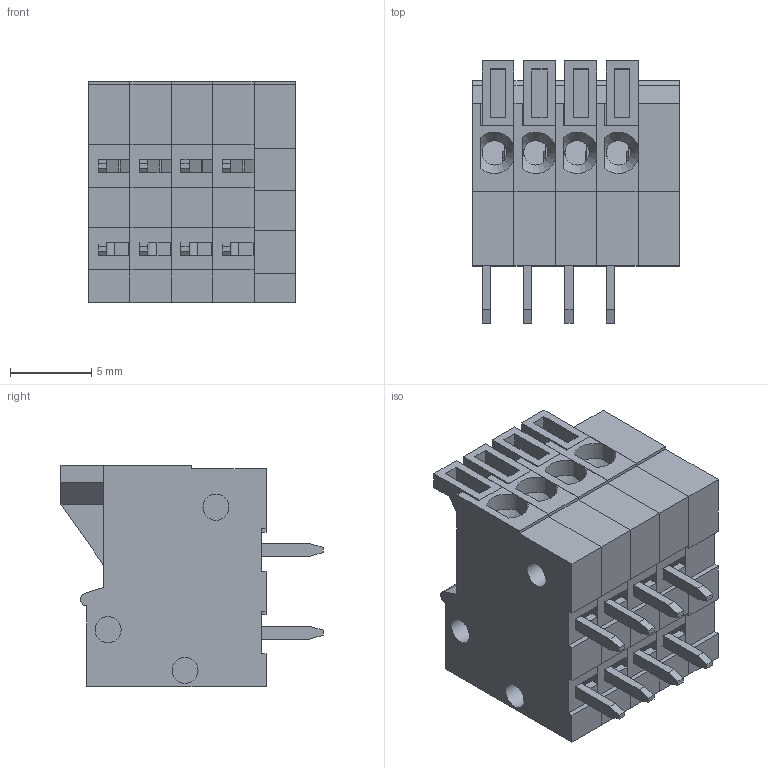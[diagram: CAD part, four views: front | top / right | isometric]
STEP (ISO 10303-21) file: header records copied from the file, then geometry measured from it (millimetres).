
FILE_DESCRIPTION( ( 'Unknown' ), '1' );
FILE_NAME( '691402910004B.stp', 'Unknown', ( 'Quentin LAIDEBEUR' ), ( 'WE' ), 'PSStep 15.0.49', 'Sample-box', ' ' );
FILE_SCHEMA( ( 'AUTOMOTIVE_DESIGN { 1 0 10303 214 1 1 1 1 }' ) );
Length unit declared in the file: millimetre
Products named in the file (7): 6914029100xx_MODULE; 6914029100xx; 6914029100xx_PIN; 6914029100xx_LAME; 6914029100xx_LEVIER; Assem1; 6914029100xx_CAPOT
Assembly tree (9 placements, depth 3):
  Assem1
    6914029100xx_CAPOT
    6914029100xx_MODULE  x4
      6914029100xx
      6914029100xx_PIN
      6914029100xx_LAME
      6914029100xx_LEVIER
Bounding box: 12.7 x 16.09 x 13.6 mm (x, y, z)
Volume: 1177.6 mm3; surface area: 4214.7 mm2
Topology: 17 solids, 17 shells, 820 faces, 2270 edges, 1508 vertices
Faces by surface type: plane 665, cylinder 151, cone 4
Full cylindrical faces by diameter (mm): 1.6 x27, 2.36 x4
Entity records: 9373 total; most frequent: CARTESIAN_POINT 1347, ORIENTED_EDGE 1258, DIRECTION 1207, EDGE_CURVE 629, LINE 531, VECTOR 531, VERTEX_POINT 424, AXIS2_PLACEMENT_3D 338
